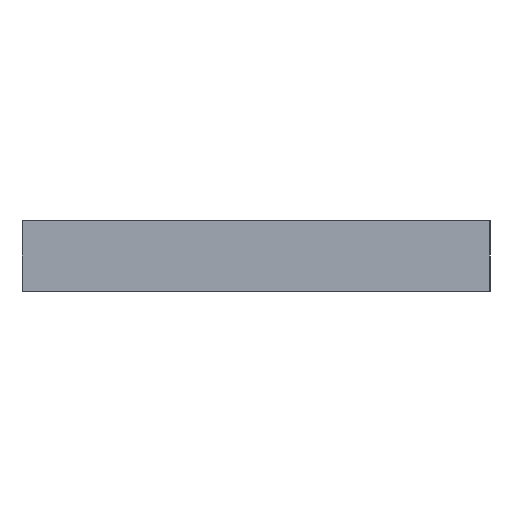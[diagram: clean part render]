
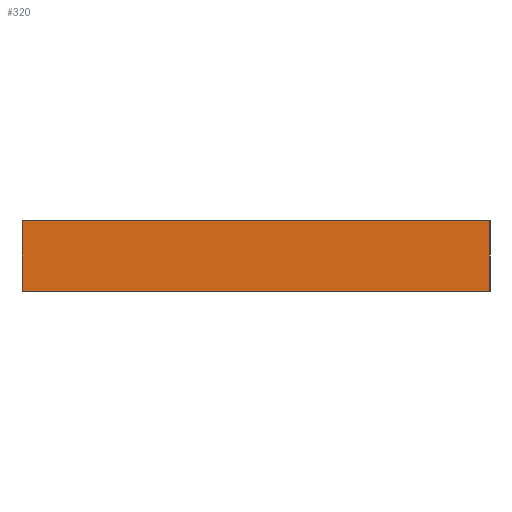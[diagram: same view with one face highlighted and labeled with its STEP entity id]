
A CAD part, left-side view. The second image highlights one B-rep face of the part: STEP entity #320.
In plain terms, the highlighted planar face has unit normal (-1, 0, 0).
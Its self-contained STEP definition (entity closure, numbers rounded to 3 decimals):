
#7 = EDGE_CURVE ( 'NONE', #199, #216, #131, .T. ) ;
#26 = VECTOR ( 'NONE', #479, 1000. ) ;
#29 = DIRECTION ( 'NONE',  ( 0., 0., -1. ) ) ;
#44 = ORIENTED_EDGE ( 'NONE', *, *, #7, .F. ) ;
#58 = CARTESIAN_POINT ( 'NONE',  ( -184.935, 116.709, 0. ) ) ;
#85 = CARTESIAN_POINT ( 'NONE',  ( -184.935, 76.709, 6. ) ) ;
#104 = DIRECTION ( 'NONE',  ( 1., 0., 0. ) ) ;
#112 = CARTESIAN_POINT ( 'NONE',  ( -184.935, 116.709, 6. ) ) ;
#117 = DIRECTION ( 'NONE',  ( 0., 0., -1. ) ) ;
#131 = LINE ( 'NONE', #85, #489 ) ;
#149 = DIRECTION ( 'NONE',  ( 0., 0., -1. ) ) ;
#154 = ORIENTED_EDGE ( 'NONE', *, *, #508, .F. ) ;
#199 = VERTEX_POINT ( 'NONE', #293 ) ;
#202 = AXIS2_PLACEMENT_3D ( 'NONE', #223, #104, #29 ) ;
#209 = VECTOR ( 'NONE', #342, 1000. ) ;
#216 = VERTEX_POINT ( 'NONE', #509 ) ;
#223 = CARTESIAN_POINT ( 'NONE',  ( -184.935, 116.709, 6. ) ) ;
#230 = CARTESIAN_POINT ( 'NONE',  ( -184.935, 116.709, 6. ) ) ;
#233 = ORIENTED_EDGE ( 'NONE', *, *, #391, .T. ) ;
#261 = PLANE ( 'NONE',  #202 ) ;
#284 = VERTEX_POINT ( 'NONE', #58 ) ;
#285 = EDGE_LOOP ( 'NONE', ( #233, #44, #154, #431 ) ) ;
#293 = CARTESIAN_POINT ( 'NONE',  ( -184.935, 76.709, 6. ) ) ;
#306 = LINE ( 'NONE', #230, #516 ) ;
#320 = ADVANCED_FACE ( 'NONE', ( #428 ), #261, .F. ) ;
#342 = DIRECTION ( 'NONE',  ( 0., -1., 0. ) ) ;
#391 = EDGE_CURVE ( 'NONE', #284, #216, #417, .T. ) ;
#417 = LINE ( 'NONE', #515, #209 ) ;
#428 = FACE_OUTER_BOUND ( 'NONE', #285, .T. ) ;
#431 = ORIENTED_EDGE ( 'NONE', *, *, #480, .T. ) ;
#456 = LINE ( 'NONE', #521, #26 ) ;
#479 = DIRECTION ( 'NONE',  ( 0., -1., 0. ) ) ;
#480 = EDGE_CURVE ( 'NONE', #533, #284, #306, .T. ) ;
#489 = VECTOR ( 'NONE', #117, 1000. ) ;
#508 = EDGE_CURVE ( 'NONE', #533, #199, #456, .T. ) ;
#509 = CARTESIAN_POINT ( 'NONE',  ( -184.935, 76.709, 0. ) ) ;
#515 = CARTESIAN_POINT ( 'NONE',  ( -184.935, 116.709, 0. ) ) ;
#516 = VECTOR ( 'NONE', #149, 1000. ) ;
#521 = CARTESIAN_POINT ( 'NONE',  ( -184.935, 116.709, 6. ) ) ;
#533 = VERTEX_POINT ( 'NONE', #112 ) ;
